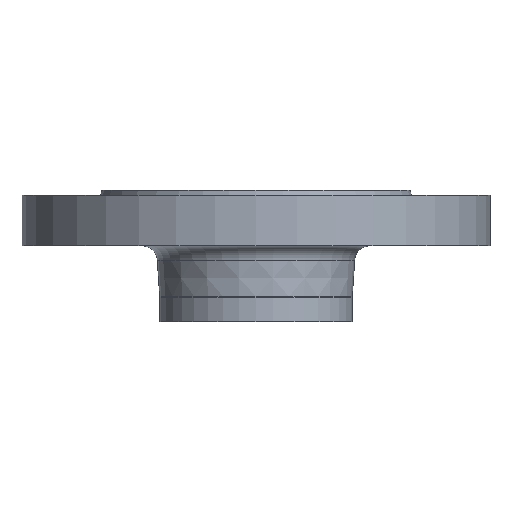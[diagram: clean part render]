
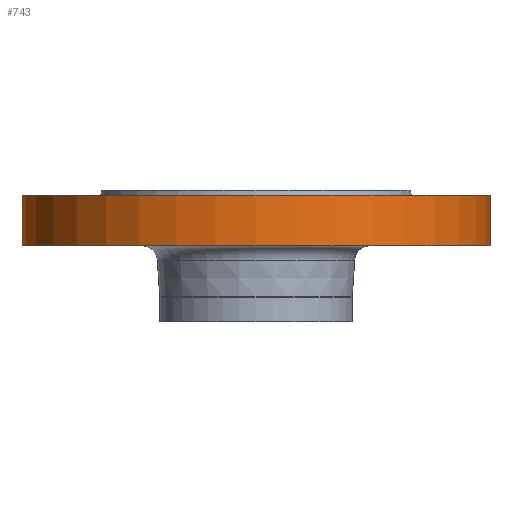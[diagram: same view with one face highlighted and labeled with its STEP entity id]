
A CAD part, front view. The second image highlights one B-rep face of the part: STEP entity #743.
In plain terms, the highlighted cylindrical face has radius 92.5 mm (diameter 185 mm), a partial arc.
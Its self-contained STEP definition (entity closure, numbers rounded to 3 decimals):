
#141 = AXIS2_PLACEMENT_3D ( 'NONE', #377, #376, #375 ) ;
#175 = CARTESIAN_POINT ( 'NONE',  ( -92.5, 0., -22. ) ) ;
#237 = CARTESIAN_POINT ( 'NONE',  ( 92.5, 0., -22. ) ) ;
#254 = AXIS2_PLACEMENT_3D ( 'NONE', #266, #263, #261 ) ;
#261 = DIRECTION ( 'NONE',  ( -1., 0., 0. ) ) ;
#263 = DIRECTION ( 'NONE',  ( 0., 0., -1. ) ) ;
#266 = CARTESIAN_POINT ( 'NONE',  ( 0., 0., -22. ) ) ;
#308 = DIRECTION ( 'NONE',  ( 0., 0., 1. ) ) ;
#310 = CARTESIAN_POINT ( 'NONE',  ( 92.5, 0., -62. ) ) ;
#311 = LINE ( 'NONE', #310, #516 ) ;
#346 = CARTESIAN_POINT ( 'NONE',  ( -92.5, 0., -2. ) ) ;
#375 = DIRECTION ( 'NONE',  ( 1., 0., 0. ) ) ;
#376 = DIRECTION ( 'NONE',  ( 0., 0., 1. ) ) ;
#377 = CARTESIAN_POINT ( 'NONE',  ( 0., 0., -62. ) ) ;
#378 = CYLINDRICAL_SURFACE ( 'NONE', #141, 92.5 ) ;
#379 = FACE_OUTER_BOUND ( 'NONE', #846, .T. ) ;
#380 = DIRECTION ( 'NONE',  ( 0., 0., 1. ) ) ;
#381 = CARTESIAN_POINT ( 'NONE',  ( -92.5, 0., -62. ) ) ;
#382 = LINE ( 'NONE', #381, #843 ) ;
#516 = VECTOR ( 'NONE', #308, 1000. ) ;
#522 = DIRECTION ( 'NONE',  ( -1., 0., 0. ) ) ;
#523 = DIRECTION ( 'NONE',  ( 0., 0., -1. ) ) ;
#524 = CARTESIAN_POINT ( 'NONE',  ( 0., 0., -2. ) ) ;
#598 = EDGE_CURVE ( 'NONE', #1099, #1113, #765, .T. ) ;
#672 = CIRCLE ( 'NONE', #254, 92.5 ) ;
#741 = EDGE_CURVE ( 'NONE', #956, #1113, #382, .T. ) ;
#743 = ADVANCED_FACE ( 'NONE', ( #379 ), #378, .T. ) ;
#765 = CIRCLE ( 'NONE', #986, 92.5 ) ;
#785 = CARTESIAN_POINT ( 'NONE',  ( 92.5, 0., -2. ) ) ;
#795 = EDGE_CURVE ( 'NONE', #1225, #1099, #311, .T. ) ;
#832 = EDGE_CURVE ( 'NONE', #1225, #956, #672, .T. ) ;
#843 = VECTOR ( 'NONE', #380, 1000. ) ;
#846 = EDGE_LOOP ( 'NONE', ( #1221, #1223, #1226, #1227 ) ) ;
#956 = VERTEX_POINT ( 'NONE', #175 ) ;
#986 = AXIS2_PLACEMENT_3D ( 'NONE', #524, #523, #522 ) ;
#1099 = VERTEX_POINT ( 'NONE', #785 ) ;
#1113 = VERTEX_POINT ( 'NONE', #346 ) ;
#1221 = ORIENTED_EDGE ( 'NONE', *, *, #741, .F. ) ;
#1223 = ORIENTED_EDGE ( 'NONE', *, *, #832, .F. ) ;
#1225 = VERTEX_POINT ( 'NONE', #237 ) ;
#1226 = ORIENTED_EDGE ( 'NONE', *, *, #795, .T. ) ;
#1227 = ORIENTED_EDGE ( 'NONE', *, *, #598, .T. ) ;
